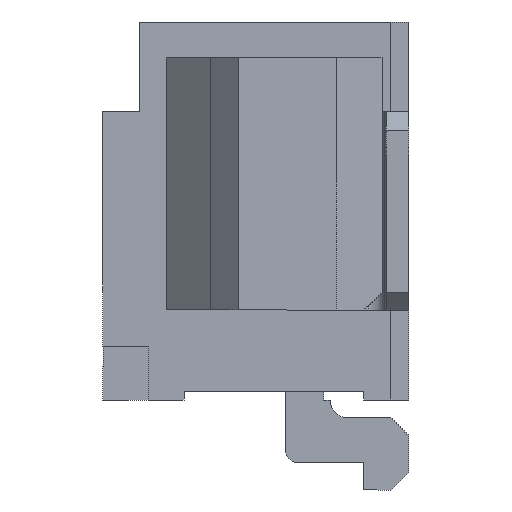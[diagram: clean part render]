
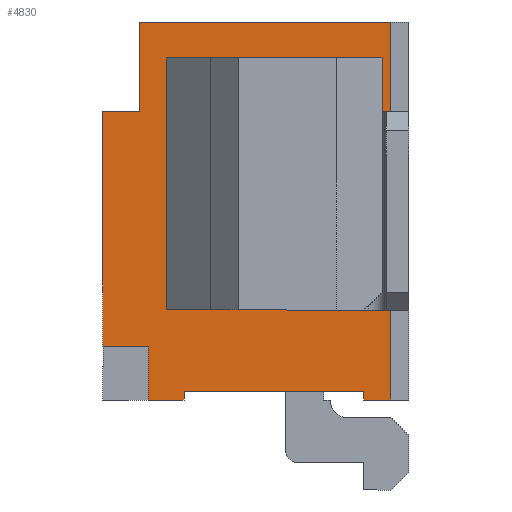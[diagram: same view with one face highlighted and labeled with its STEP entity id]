
A CAD part, left-side view. The second image highlights one B-rep face of the part: STEP entity #4830.
In plain terms, the highlighted planar face has unit normal (-1, 0, 0).
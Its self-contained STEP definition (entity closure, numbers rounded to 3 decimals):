
#15 = EDGE_LOOP ( 'NONE', ( #2204, #3200, #6268, #6550, #3985, #3323, #3268, #6647, #5389, #1490, #4766, #1550 ) ) ;
#32 = EDGE_CURVE ( 'NONE', #4171, #1744, #1298, .T. ) ;
#49 = VECTOR ( 'NONE', #1870, 1000. ) ;
#127 = CARTESIAN_POINT ( 'NONE',  ( -2.125, 2.7, 1.7 ) ) ;
#148 = VECTOR ( 'NONE', #4230, 1000. ) ;
#233 = EDGE_CURVE ( 'NONE', #3106, #3685, #2604, .T. ) ;
#260 = DIRECTION ( 'NONE',  ( 0., 0., 1. ) ) ;
#428 = LINE ( 'NONE', #3067, #2786 ) ;
#539 = CARTESIAN_POINT ( 'NONE',  ( -2.125, 2.9, -1.5 ) ) ;
#605 = CARTESIAN_POINT ( 'NONE',  ( -2.125, 2.5, -2.1 ) ) ;
#616 = LINE ( 'NONE', #2646, #3609 ) ;
#752 = VECTOR ( 'NONE', #6657, 1000. ) ;
#790 = CARTESIAN_POINT ( 'NONE',  ( -2.125, 0.5, -2.1 ) ) ;
#869 = ORIENTED_EDGE ( 'NONE', *, *, #4478, .T. ) ;
#919 = VECTOR ( 'NONE', #1672, 1000. ) ;
#1075 = CARTESIAN_POINT ( 'NONE',  ( -2.125, 0., -2.1 ) ) ;
#1108 = DIRECTION ( 'NONE',  ( -1., 0., 0. ) ) ;
#1131 = CARTESIAN_POINT ( 'NONE',  ( -2.125, 0.3, -1.1 ) ) ;
#1298 = LINE ( 'NONE', #4946, #2263 ) ;
#1406 = LINE ( 'NONE', #2782, #6294 ) ;
#1461 = EDGE_CURVE ( 'NONE', #6041, #5480, #2928, .T. ) ;
#1470 = CARTESIAN_POINT ( 'NONE',  ( -2.125, 0., -1.1 ) ) ;
#1490 = ORIENTED_EDGE ( 'NONE', *, *, #6318, .T. ) ;
#1543 = LINE ( 'NONE', #6597, #49 ) ;
#1550 = ORIENTED_EDGE ( 'NONE', *, *, #3005, .T. ) ;
#1672 = DIRECTION ( 'NONE',  ( 0., 1., 0. ) ) ;
#1744 = VERTEX_POINT ( 'NONE', #5471 ) ;
#1844 = CARTESIAN_POINT ( 'NONE',  ( -2.125, 3.4, -1.5 ) ) ;
#1870 = DIRECTION ( 'NONE',  ( 0., 0., -1. ) ) ;
#1900 = VECTOR ( 'NONE', #5055, 1000. ) ;
#1924 = EDGE_CURVE ( 'NONE', #3753, #6293, #2500, .T. ) ;
#1979 = CARTESIAN_POINT ( 'NONE',  ( -2.125, 0.3, 1.7 ) ) ;
#1995 = EDGE_CURVE ( 'NONE', #5624, #2553, #3172, .T. ) ;
#2006 = DIRECTION ( 'NONE',  ( 0., -1., 0. ) ) ;
#2118 = LINE ( 'NONE', #4168, #2164 ) ;
#2164 = VECTOR ( 'NONE', #2193, 1000. ) ;
#2191 = LINE ( 'NONE', #4742, #148 ) ;
#2193 = DIRECTION ( 'NONE',  ( 0., 0., 1. ) ) ;
#2204 = ORIENTED_EDGE ( 'NONE', *, *, #1461, .T. ) ;
#2223 = DIRECTION ( 'NONE',  ( 0., -1., 0. ) ) ;
#2263 = VECTOR ( 'NONE', #260, 1000. ) ;
#2313 = DIRECTION ( 'NONE',  ( 0., 0., -1. ) ) ;
#2386 = VERTEX_POINT ( 'NONE', #4931 ) ;
#2500 = LINE ( 'NONE', #1470, #752 ) ;
#2553 = VERTEX_POINT ( 'NONE', #6697 ) ;
#2604 = LINE ( 'NONE', #6241, #6725 ) ;
#2646 = CARTESIAN_POINT ( 'NONE',  ( -2.125, 0., -2.1 ) ) ;
#2719 = LINE ( 'NONE', #3743, #6257 ) ;
#2782 = CARTESIAN_POINT ( 'NONE',  ( -2.125, 2.9, -2.1 ) ) ;
#2786 = VECTOR ( 'NONE', #5647, 1000. ) ;
#2907 = CARTESIAN_POINT ( 'NONE',  ( -2.125, 0., -2. ) ) ;
#2928 = LINE ( 'NONE', #6017, #3823 ) ;
#3005 = EDGE_CURVE ( 'NONE', #3607, #6041, #2191, .T. ) ;
#3067 = CARTESIAN_POINT ( 'NONE',  ( -2.125, 0.3, -2.1 ) ) ;
#3106 = VERTEX_POINT ( 'NONE', #127 ) ;
#3172 = LINE ( 'NONE', #3722, #5107 ) ;
#3200 = ORIENTED_EDGE ( 'NONE', *, *, #3959, .T. ) ;
#3225 = DIRECTION ( 'NONE',  ( 0., -1., 0. ) ) ;
#3234 = FACE_OUTER_BOUND ( 'NONE', #15, .T. ) ;
#3268 = ORIENTED_EDGE ( 'NONE', *, *, #4295, .T. ) ;
#3289 = EDGE_LOOP ( 'NONE', ( #6338, #6628, #869, #6053 ) ) ;
#3323 = ORIENTED_EDGE ( 'NONE', *, *, #5458, .T. ) ;
#3362 = VERTEX_POINT ( 'NONE', #4125 ) ;
#3607 = VERTEX_POINT ( 'NONE', #5581 ) ;
#3609 = VECTOR ( 'NONE', #3225, 1000. ) ;
#3618 = FACE_BOUND ( 'NONE', #3289, .T. ) ;
#3631 = DIRECTION ( 'NONE',  ( 0., -1., 0. ) ) ;
#3685 = VERTEX_POINT ( 'NONE', #1979 ) ;
#3712 = EDGE_CURVE ( 'NONE', #4571, #4171, #616, .T. ) ;
#3722 = CARTESIAN_POINT ( 'NONE',  ( -2.125, 0., 2.1 ) ) ;
#3743 = CARTESIAN_POINT ( 'NONE',  ( -2.125, 3., -2.1 ) ) ;
#3753 = VERTEX_POINT ( 'NONE', #1131 ) ;
#3764 = VERTEX_POINT ( 'NONE', #6354 ) ;
#3823 = VECTOR ( 'NONE', #2006, 1000. ) ;
#3959 = EDGE_CURVE ( 'NONE', #5480, #4571, #1406, .T. ) ;
#3985 = ORIENTED_EDGE ( 'NONE', *, *, #4619, .T. ) ;
#4125 = CARTESIAN_POINT ( 'NONE',  ( -2.125, 0.2, -2.1 ) ) ;
#4168 = CARTESIAN_POINT ( 'NONE',  ( -2.125, 2.7, -2.1 ) ) ;
#4171 = VERTEX_POINT ( 'NONE', #605 ) ;
#4224 = CARTESIAN_POINT ( 'NONE',  ( -2.125, 0., 1.1 ) ) ;
#4226 = VERTEX_POINT ( 'NONE', #790 ) ;
#4230 = DIRECTION ( 'NONE',  ( 0., 0., -1. ) ) ;
#4295 = EDGE_CURVE ( 'NONE', #4226, #3362, #6452, .T. ) ;
#4334 = EDGE_CURVE ( 'NONE', #3362, #2553, #5125, .T. ) ;
#4478 = EDGE_CURVE ( 'NONE', #6293, #3106, #2118, .T. ) ;
#4553 = CARTESIAN_POINT ( 'NONE',  ( -2.125, 0.2, 2.1 ) ) ;
#4571 = VERTEX_POINT ( 'NONE', #5929 ) ;
#4611 = VECTOR ( 'NONE', #4927, 1000. ) ;
#4619 = EDGE_CURVE ( 'NONE', #1744, #3764, #6552, .T. ) ;
#4742 = CARTESIAN_POINT ( 'NONE',  ( -2.125, 3.4, -2.1 ) ) ;
#4766 = ORIENTED_EDGE ( 'NONE', *, *, #5878, .T. ) ;
#4807 = LINE ( 'NONE', #4224, #919 ) ;
#4830 = ADVANCED_FACE ( 'NONE', ( #3618, #3234 ), #5854, .T. ) ;
#4927 = DIRECTION ( 'NONE',  ( 0., -1., 0. ) ) ;
#4931 = CARTESIAN_POINT ( 'NONE',  ( -2.125, 3., 1.1 ) ) ;
#4946 = CARTESIAN_POINT ( 'NONE',  ( -2.125, 2.5, -2.1 ) ) ;
#4981 = DIRECTION ( 'NONE',  ( 0., -1., 0. ) ) ;
#5055 = DIRECTION ( 'NONE',  ( 0., 0., 1. ) ) ;
#5107 = VECTOR ( 'NONE', #2223, 1000. ) ;
#5125 = LINE ( 'NONE', #4553, #1900 ) ;
#5305 = DIRECTION ( 'NONE',  ( 0., 0., 1. ) ) ;
#5389 = ORIENTED_EDGE ( 'NONE', *, *, #1995, .F. ) ;
#5425 = VECTOR ( 'NONE', #4981, 1000. ) ;
#5458 = EDGE_CURVE ( 'NONE', #3764, #4226, #1543, .T. ) ;
#5471 = CARTESIAN_POINT ( 'NONE',  ( -2.125, 2.5, -2. ) ) ;
#5480 = VERTEX_POINT ( 'NONE', #539 ) ;
#5581 = CARTESIAN_POINT ( 'NONE',  ( -2.125, 3.4, 1.1 ) ) ;
#5624 = VERTEX_POINT ( 'NONE', #5969 ) ;
#5647 = DIRECTION ( 'NONE',  ( 0., 0., -1. ) ) ;
#5778 = CARTESIAN_POINT ( 'NONE',  ( -2.125, 2.7, -1.1 ) ) ;
#5854 = PLANE ( 'NONE',  #6290 ) ;
#5878 = EDGE_CURVE ( 'NONE', #2386, #3607, #4807, .T. ) ;
#5929 = CARTESIAN_POINT ( 'NONE',  ( -2.125, 2.9, -2.1 ) ) ;
#5969 = CARTESIAN_POINT ( 'NONE',  ( -2.125, 3., 2.1 ) ) ;
#6017 = CARTESIAN_POINT ( 'NONE',  ( -2.125, 0., -1.5 ) ) ;
#6041 = VERTEX_POINT ( 'NONE', #1844 ) ;
#6053 = ORIENTED_EDGE ( 'NONE', *, *, #233, .T. ) ;
#6167 = EDGE_CURVE ( 'NONE', #3685, #3753, #428, .T. ) ;
#6241 = CARTESIAN_POINT ( 'NONE',  ( -2.125, 0., 1.7 ) ) ;
#6257 = VECTOR ( 'NONE', #6357, 1000. ) ;
#6268 = ORIENTED_EDGE ( 'NONE', *, *, #3712, .T. ) ;
#6290 = AXIS2_PLACEMENT_3D ( 'NONE', #1075, #1108, #5305 ) ;
#6293 = VERTEX_POINT ( 'NONE', #5778 ) ;
#6294 = VECTOR ( 'NONE', #2313, 1000. ) ;
#6318 = EDGE_CURVE ( 'NONE', #5624, #2386, #2719, .T. ) ;
#6338 = ORIENTED_EDGE ( 'NONE', *, *, #6167, .T. ) ;
#6354 = CARTESIAN_POINT ( 'NONE',  ( -2.125, 0.5, -2. ) ) ;
#6357 = DIRECTION ( 'NONE',  ( 0., 0., -1. ) ) ;
#6452 = LINE ( 'NONE', #6559, #4611 ) ;
#6550 = ORIENTED_EDGE ( 'NONE', *, *, #32, .T. ) ;
#6552 = LINE ( 'NONE', #2907, #5425 ) ;
#6559 = CARTESIAN_POINT ( 'NONE',  ( -2.125, 0., -2.1 ) ) ;
#6597 = CARTESIAN_POINT ( 'NONE',  ( -2.125, 0.5, -2.1 ) ) ;
#6628 = ORIENTED_EDGE ( 'NONE', *, *, #1924, .T. ) ;
#6647 = ORIENTED_EDGE ( 'NONE', *, *, #4334, .T. ) ;
#6657 = DIRECTION ( 'NONE',  ( 0., 1., 0. ) ) ;
#6697 = CARTESIAN_POINT ( 'NONE',  ( -2.125, 0.2, 2.1 ) ) ;
#6725 = VECTOR ( 'NONE', #3631, 1000. ) ;
